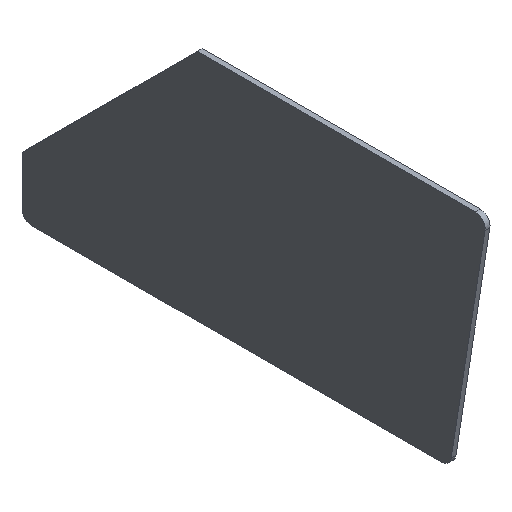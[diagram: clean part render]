
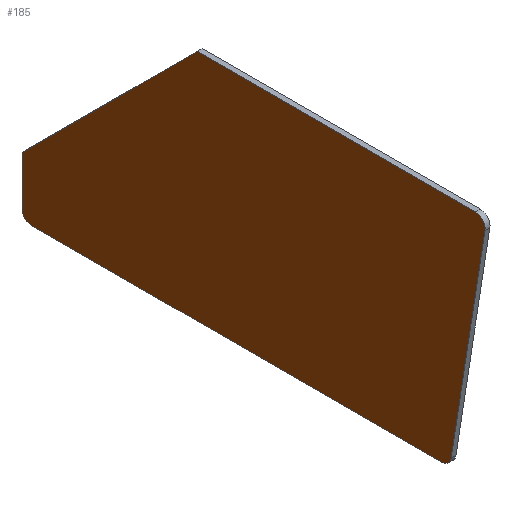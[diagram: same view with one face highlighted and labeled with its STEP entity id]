
A CAD part, isometric view. The second image highlights one B-rep face of the part: STEP entity #185.
In plain terms, the highlighted planar face has unit normal (-1, 0, 0).
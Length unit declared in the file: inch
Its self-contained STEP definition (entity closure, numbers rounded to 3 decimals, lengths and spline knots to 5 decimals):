
#17=FACE_OUTER_BOUND('',#27,.T.);
#27=EDGE_LOOP('',(#119,#120,#121,#122,#123,#124,#125,#126));
#37=LINE('',#277,#55);
#38=LINE('',#281,#56);
#39=LINE('',#285,#57);
#40=LINE('',#287,#58);
#41=LINE('',#288,#59);
#55=VECTOR('',#225,10.52367);
#56=VECTOR('',#228,5.56856);
#57=VECTOR('',#231,7.14479);
#58=VECTOR('',#232,6.36396);
#59=VECTOR('',#233,1.25);
#73=CIRCLE('',#204,0.25);
#74=CIRCLE('',#205,0.25);
#75=CIRCLE('',#206,0.25);
#79=VERTEX_POINT('',#273);
#80=VERTEX_POINT('',#274);
#81=VERTEX_POINT('',#276);
#82=VERTEX_POINT('',#278);
#83=VERTEX_POINT('',#280);
#84=VERTEX_POINT('',#282);
#85=VERTEX_POINT('',#284);
#86=VERTEX_POINT('',#286);
#95=EDGE_CURVE('',#79,#80,#73,.T.);
#96=EDGE_CURVE('',#79,#81,#37,.T.);
#97=EDGE_CURVE('',#82,#81,#74,.T.);
#98=EDGE_CURVE('',#83,#82,#38,.T.);
#99=EDGE_CURVE('',#84,#83,#75,.T.);
#100=EDGE_CURVE('',#84,#85,#39,.T.);
#101=EDGE_CURVE('',#86,#85,#40,.T.);
#102=EDGE_CURVE('',#86,#80,#41,.T.);
#119=ORIENTED_EDGE('',*,*,#95,.F.);
#120=ORIENTED_EDGE('',*,*,#96,.T.);
#121=ORIENTED_EDGE('',*,*,#97,.F.);
#122=ORIENTED_EDGE('',*,*,#98,.F.);
#123=ORIENTED_EDGE('',*,*,#99,.F.);
#124=ORIENTED_EDGE('',*,*,#100,.T.);
#125=ORIENTED_EDGE('',*,*,#101,.F.);
#126=ORIENTED_EDGE('',*,*,#102,.T.);
#167=PLANE('',#203);
#185=ADVANCED_FACE('',(#17),#167,.F.);
#203=AXIS2_PLACEMENT_3D('',#272,#221,#222);
#204=AXIS2_PLACEMENT_3D('',#275,#223,#224);
#205=AXIS2_PLACEMENT_3D('',#279,#226,#227);
#206=AXIS2_PLACEMENT_3D('',#283,#229,#230);
#221=DIRECTION('center_axis',(1.,0.,0.));
#222=DIRECTION('ref_axis',(0.,-1.,0.));
#223=DIRECTION('center_axis',(1.,0.,0.));
#224=DIRECTION('ref_axis',(0.,0.,-1.));
#225=DIRECTION('',(0.,-1.,0.));
#226=DIRECTION('center_axis',(1.,0.,0.));
#227=DIRECTION('ref_axis',(0.,-0.988,-0.156));
#228=DIRECTION('',(0.,0.156,-0.988));
#229=DIRECTION('center_axis',(1.,0.,0.));
#230=DIRECTION('ref_axis',(0.,0.,1.));
#231=DIRECTION('',(0.,1.,0.));
#232=DIRECTION('',(0.,-0.707,0.707));
#233=DIRECTION('',(0.,0.,-1.));
#272=CARTESIAN_POINT('Origin',(0.,0.,0.));
#273=CARTESIAN_POINT('',(0.,5.71875,-3.));
#274=CARTESIAN_POINT('',(0.,5.96875,-2.75));
#275=CARTESIAN_POINT('Origin',(0.,5.71875,-2.75));
#276=CARTESIAN_POINT('',(0.,-4.80492,-3.));
#277=CARTESIAN_POINT('',(0.,5.71875,-3.));
#278=CARTESIAN_POINT('',(0.,-5.05185,-2.78911));
#279=CARTESIAN_POINT('Origin',(0.,-4.80492,-2.75));
#280=CARTESIAN_POINT('',(0.,-5.92296,2.71089));
#281=CARTESIAN_POINT('',(0.,-5.92296,2.71089));
#282=CARTESIAN_POINT('',(0.,-5.67604,3.));
#283=CARTESIAN_POINT('Origin',(0.,-5.67604,2.75));
#284=CARTESIAN_POINT('',(0.,1.46875,3.));
#285=CARTESIAN_POINT('',(0.,-5.67604,3.));
#286=CARTESIAN_POINT('',(0.,5.96875,-1.5));
#287=CARTESIAN_POINT('',(0.,5.96875,-1.5));
#288=CARTESIAN_POINT('',(0.,5.96875,-1.5));
